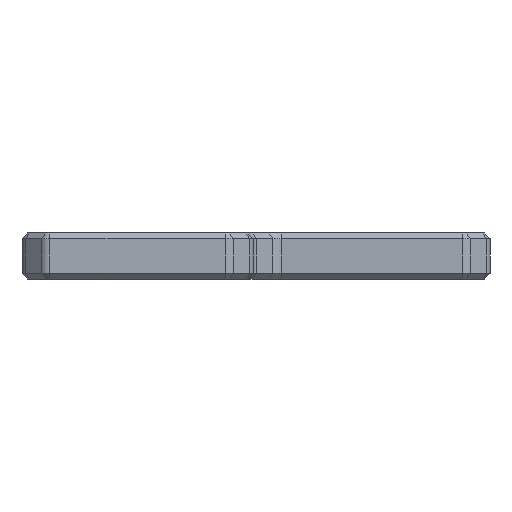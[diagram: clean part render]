
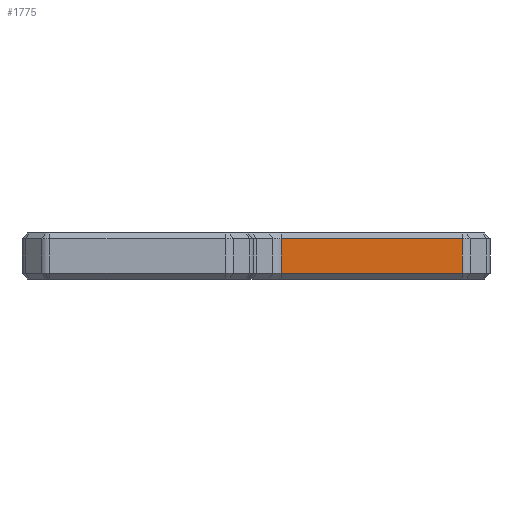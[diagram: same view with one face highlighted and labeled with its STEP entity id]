
A CAD part, left-side view. The second image highlights one B-rep face of the part: STEP entity #1775.
In plain terms, the highlighted planar face has unit normal (-1, 0, 0).
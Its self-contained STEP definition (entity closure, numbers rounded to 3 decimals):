
#253=FACE_OUTER_BOUND('',#368,.T.);
#368=EDGE_LOOP('',(#1508,#1509,#1510,#1511));
#417=LINE('',#2611,#587);
#512=LINE('',#2898,#682);
#547=LINE('',#2994,#717);
#548=LINE('',#2996,#718);
#587=VECTOR('',#2057,10.);
#682=VECTOR('',#2356,10.);
#717=VECTOR('',#2463,10.);
#718=VECTOR('',#2466,10.);
#756=VERTEX_POINT('',#2603);
#758=VERTEX_POINT('',#2609);
#845=VERTEX_POINT('',#2888);
#847=VERTEX_POINT('',#2894);
#911=EDGE_CURVE('',#758,#756,#417,.T.);
#1055=EDGE_CURVE('',#845,#847,#512,.T.);
#1104=EDGE_CURVE('',#847,#758,#547,.T.);
#1105=EDGE_CURVE('',#756,#845,#548,.T.);
#1508=ORIENTED_EDGE('',*,*,#911,.F.);
#1509=ORIENTED_EDGE('',*,*,#1104,.F.);
#1510=ORIENTED_EDGE('',*,*,#1055,.F.);
#1511=ORIENTED_EDGE('',*,*,#1105,.F.);
#1683=PLANE('',#1968);
#1775=ADVANCED_FACE('',(#253),#1683,.F.);
#1968=AXIS2_PLACEMENT_3D('',#2995,#2464,#2465);
#2057=DIRECTION('',(0.,1.,0.));
#2356=DIRECTION('',(0.,-1.,0.));
#2463=DIRECTION('',(0.,0.,-1.));
#2464=DIRECTION('center_axis',(1.,0.,0.));
#2465=DIRECTION('ref_axis',(0.,0.,-1.));
#2466=DIRECTION('',(0.,0.,1.));
#2603=CARTESIAN_POINT('',(46.873,0.086,16.004));
#2609=CARTESIAN_POINT('',(46.873,-15.586,16.004));
#2611=CARTESIAN_POINT('',(46.873,-1.5,16.004));
#2888=CARTESIAN_POINT('',(46.873,0.086,19.004));
#2894=CARTESIAN_POINT('',(46.873,-15.586,19.004));
#2898=CARTESIAN_POINT('',(46.873,-1.5,19.004));
#2994=CARTESIAN_POINT('',(46.873,-15.586,15.504));
#2995=CARTESIAN_POINT('Origin',(46.873,-5.25,15.504));
#2996=CARTESIAN_POINT('',(46.873,0.086,15.504));
